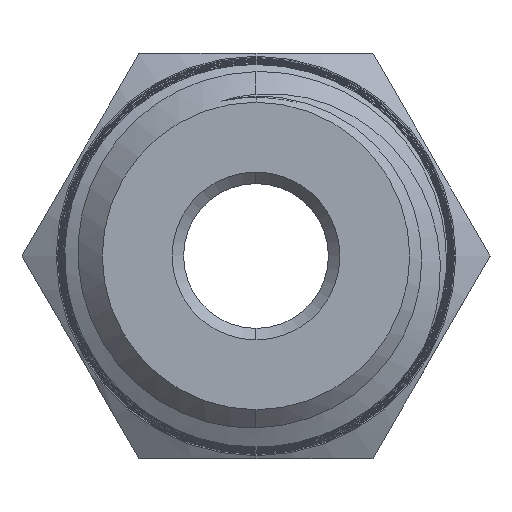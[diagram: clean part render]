
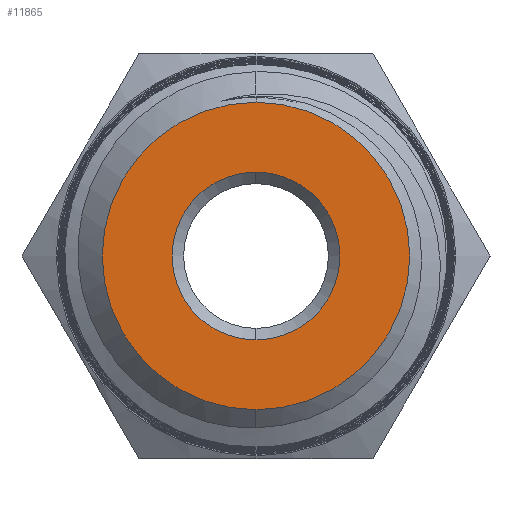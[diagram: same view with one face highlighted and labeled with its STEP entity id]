
A CAD part, front view. The second image highlights one B-rep face of the part: STEP entity #11865.
In plain terms, the highlighted planar face has unit normal (0, -1, 0).
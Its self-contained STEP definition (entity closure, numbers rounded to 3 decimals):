
#265 = CARTESIAN_POINT ( 'NONE',  ( 0., -11.5, -2.9 ) ) ;
#284 = CARTESIAN_POINT ( 'NONE',  ( 0., -11.5, 0. ) ) ;
#592 = DIRECTION ( 'NONE',  ( 0., 1., 0. ) ) ;
#1440 = DIRECTION ( 'NONE',  ( 0., 0., -1. ) ) ;
#3421 = DIRECTION ( 'NONE',  ( 0., 0., 1. ) ) ;
#3537 = ORIENTED_EDGE ( 'NONE', *, *, #4890, .F. ) ;
#3754 = AXIS2_PLACEMENT_3D ( 'NONE', #28613, #6096, #32412 ) ;
#4890 = EDGE_CURVE ( 'NONE', #31162, #40623, #44737, .T. ) ;
#6096 = DIRECTION ( 'NONE',  ( 0., 1., 0. ) ) ;
#10858 = EDGE_LOOP ( 'NONE', ( #38313, #35459 ) ) ;
#11865 = ADVANCED_FACE ( 'NONE', ( #37621, #48735 ), #20242, .T. ) ;
#13231 = CIRCLE ( 'NONE', #3754, 2.9 ) ;
#16427 = CARTESIAN_POINT ( 'NONE',  ( 0., -11.5, 0. ) ) ;
#17531 = AXIS2_PLACEMENT_3D ( 'NONE', #284, #592, #3421 ) ;
#18063 = DIRECTION ( 'NONE',  ( 0., 1., 0. ) ) ;
#18189 = DIRECTION ( 'NONE',  ( 0., -1., 0. ) ) ;
#19155 = EDGE_LOOP ( 'NONE', ( #3537, #27487 ) ) ;
#20242 = PLANE ( 'NONE',  #24504 ) ;
#23976 = VERTEX_POINT ( 'NONE', #265 ) ;
#23999 = DIRECTION ( 'NONE',  ( 0., -1., 0. ) ) ;
#24504 = AXIS2_PLACEMENT_3D ( 'NONE', #16427, #23999, #1440 ) ;
#27487 = ORIENTED_EDGE ( 'NONE', *, *, #43543, .T. ) ;
#28613 = CARTESIAN_POINT ( 'NONE',  ( 0., -11.5, 0. ) ) ;
#29535 = CIRCLE ( 'NONE', #41333, 5.31 ) ;
#31162 = VERTEX_POINT ( 'NONE', #39126 ) ;
#31203 = CARTESIAN_POINT ( 'NONE',  ( 0., -11.5, 5.31 ) ) ;
#32412 = DIRECTION ( 'NONE',  ( 0., 0., -1. ) ) ;
#32575 = EDGE_CURVE ( 'NONE', #23976, #42505, #13231, .T. ) ;
#35088 = CARTESIAN_POINT ( 'NONE',  ( 0., -11.5, 2.9 ) ) ;
#35459 = ORIENTED_EDGE ( 'NONE', *, *, #41497, .T. ) ;
#37621 = FACE_BOUND ( 'NONE', #10858, .T. ) ;
#38313 = ORIENTED_EDGE ( 'NONE', *, *, #32575, .T. ) ;
#39126 = CARTESIAN_POINT ( 'NONE',  ( 0., -11.5, -5.31 ) ) ;
#40512 = CARTESIAN_POINT ( 'NONE',  ( 0., -11.5, 0. ) ) ;
#40623 = VERTEX_POINT ( 'NONE', #31203 ) ;
#40639 = CARTESIAN_POINT ( 'NONE',  ( 0., -11.5, 0. ) ) ;
#41333 = AXIS2_PLACEMENT_3D ( 'NONE', #40639, #18189, #44402 ) ;
#41497 = EDGE_CURVE ( 'NONE', #42505, #23976, #47104, .T. ) ;
#42505 = VERTEX_POINT ( 'NONE', #35088 ) ;
#43543 = EDGE_CURVE ( 'NONE', #31162, #40623, #29535, .T. ) ;
#44275 = DIRECTION ( 'NONE',  ( 0., 0., -1. ) ) ;
#44402 = DIRECTION ( 'NONE',  ( 0., 0., 1. ) ) ;
#44737 = CIRCLE ( 'NONE', #17531, 5.31 ) ;
#47104 = CIRCLE ( 'NONE', #47498, 2.9 ) ;
#47498 = AXIS2_PLACEMENT_3D ( 'NONE', #40512, #18063, #44275 ) ;
#48735 = FACE_OUTER_BOUND ( 'NONE', #19155, .T. ) ;
